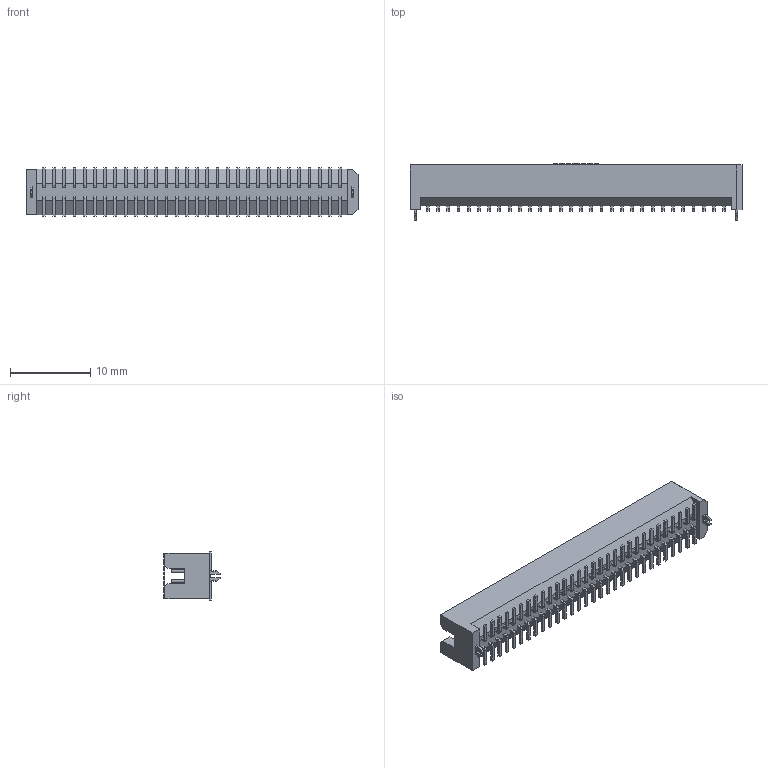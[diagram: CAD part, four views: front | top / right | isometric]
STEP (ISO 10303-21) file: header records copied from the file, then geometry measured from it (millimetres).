
FILE_DESCRIPTION( ( 'STEP AP203' ), '1' );
FILE_NAME( 'TFM-130-02-L-D-LC-K.stp', '2021-12-19T19:43:54', ( 'License CC BY-ND 4.0' ), ( 'CADENAS' ), ' ', 'PARTsolutions', ' ' );
FILE_SCHEMA( ( 'CONFIG_CONTROL_DESIGN' ) );
Length unit declared in the file: inch
Products named in the file (4): TFM-130-02-L-D-LC-K; _TFM-130-02-L-D-LC_terminal; _TFM-130-02-L-D_pins; _TFM-K_polyamide_pick
Assembly tree (3 placements, depth 2):
  TFM-130-02-L-D-LC-K
    _TFM-130-02-L-D-LC_terminal
    _TFM-130-02-L-D_pins
    _TFM-K_polyamide_pick
Bounding box: 41.27 x 6.99 x 5.97 mm (x, y, z)
Volume: 623.9 mm3; surface area: 1995.3 mm2
Topology: 3 solids, 3 shells, 689 faces, 1916 edges, 1295 vertices
Faces by surface type: plane 506, cylinder 183
Full cylindrical faces by diameter (mm): 0.457 x60, 5.486 x1
Entity records: 21312 total; most frequent: CARTESIAN_POINT 3723, ORIENTED_EDGE 3590, DIRECTION 3547, EDGE_CURVE 1795, LINE 1429, VECTOR 1429, VERTEX_POINT 1235, AXIS2_PLACEMENT_3D 1059
